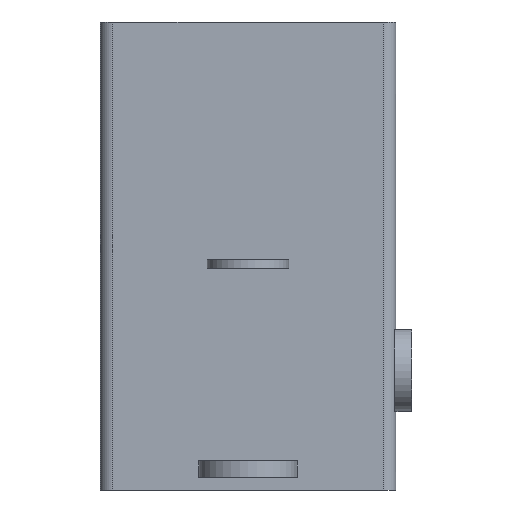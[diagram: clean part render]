
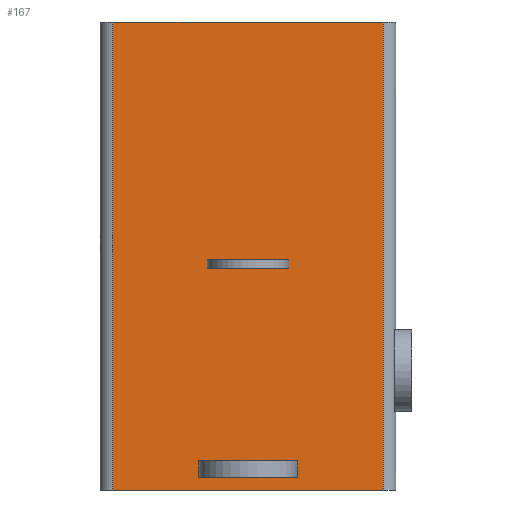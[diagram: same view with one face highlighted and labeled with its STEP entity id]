
A CAD part, front view. The second image highlights one B-rep face of the part: STEP entity #167.
In plain terms, the highlighted planar face has unit normal (0, -1, 0).
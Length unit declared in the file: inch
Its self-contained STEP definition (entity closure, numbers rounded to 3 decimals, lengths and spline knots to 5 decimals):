
#70 = EDGE_CURVE ( 'NONE', #117, #80, #650, .T. ) ;
#71 = VERTEX_POINT ( 'NONE', #646 ) ;
#79 = EDGE_CURVE ( 'NONE', #158, #80, #705, .T. ) ;
#80 = VERTEX_POINT ( 'NONE', #697 ) ;
#84 = EDGE_CURVE ( 'NONE', #479, #492, #687, .T. ) ;
#91 = EDGE_CURVE ( 'NONE', #479, #71, #781, .T. ) ;
#95 = VERTEX_POINT ( 'NONE', #772 ) ;
#117 = VERTEX_POINT ( 'NONE', #806 ) ;
#152 = EDGE_CURVE ( 'NONE', #432, #492, #896, .T. ) ;
#158 = VERTEX_POINT ( 'NONE', #881 ) ;
#163 = EDGE_CURVE ( 'NONE', #95, #117, #911, .T. ) ;
#167 = ADVANCED_FACE ( 'NONE', ( #949, #948, #947 ), #990, .F. ) ;
#168 = EDGE_LOOP ( 'NONE', ( #169, #170, #172, #173 ) ) ;
#169 = ORIENTED_EDGE ( 'NONE', *, *, #521, .F. ) ;
#170 = ORIENTED_EDGE ( 'NONE', *, *, #171, .T. ) ;
#171 = EDGE_CURVE ( 'NONE', #509, #537, #985, .T. ) ;
#172 = ORIENTED_EDGE ( 'NONE', *, *, #536, .F. ) ;
#173 = ORIENTED_EDGE ( 'NONE', *, *, #545, .T. ) ;
#174 = EDGE_LOOP ( 'NONE', ( #175, #176, #178, #179 ) ) ;
#175 = ORIENTED_EDGE ( 'NONE', *, *, #152, .F. ) ;
#176 = ORIENTED_EDGE ( 'NONE', *, *, #177, .T. ) ;
#177 = EDGE_CURVE ( 'NONE', #432, #71, #981, .T. ) ;
#178 = ORIENTED_EDGE ( 'NONE', *, *, #91, .F. ) ;
#179 = ORIENTED_EDGE ( 'NONE', *, *, #84, .T. ) ;
#180 = EDGE_LOOP ( 'NONE', ( #181, #182, #183, #185 ) ) ;
#181 = ORIENTED_EDGE ( 'NONE', *, *, #70, .T. ) ;
#182 = ORIENTED_EDGE ( 'NONE', *, *, #79, .F. ) ;
#183 = ORIENTED_EDGE ( 'NONE', *, *, #184, .F. ) ;
#184 = EDGE_CURVE ( 'NONE', #95, #158, #977, .T. ) ;
#185 = ORIENTED_EDGE ( 'NONE', *, *, #163, .T. ) ;
#432 = VERTEX_POINT ( 'NONE', #1377 ) ;
#479 = VERTEX_POINT ( 'NONE', #1498 ) ;
#492 = VERTEX_POINT ( 'NONE', #1460 ) ;
#509 = VERTEX_POINT ( 'NONE', #1553 ) ;
#512 = VERTEX_POINT ( 'NONE', #1548 ) ;
#518 = VERTEX_POINT ( 'NONE', #1613 ) ;
#521 = EDGE_CURVE ( 'NONE', #509, #518, #1611, .T. ) ;
#536 = EDGE_CURVE ( 'NONE', #512, #537, #1804, .T. ) ;
#537 = VERTEX_POINT ( 'NONE', #1800 ) ;
#545 = EDGE_CURVE ( 'NONE', #512, #518, #1829, .T. ) ;
#646 = CARTESIAN_POINT ( 'NONE',  ( 0.118, 0., 0.035 ) ) ;
#647 = DIRECTION ( 'NONE',  ( 1., 0., 0. ) ) ;
#648 = VECTOR ( 'NONE', #647, 39.37008 ) ;
#649 = CARTESIAN_POINT ( 'NONE',  ( 0.015, 0., 0. ) ) ;
#650 = LINE ( 'NONE', #649, #648 ) ;
#684 = VECTOR ( 'NONE', #756, 39.37008 ) ;
#685 = CARTESIAN_POINT ( 'NONE',  ( 0.236, 0., 0.561 ) ) ;
#687 = LINE ( 'NONE', #685, #684 ) ;
#697 = CARTESIAN_POINT ( 'NONE',  ( 0.339, 0., 0. ) ) ;
#698 = DIRECTION ( 'NONE',  ( 0., 0., -1. ) ) ;
#699 = VECTOR ( 'NONE', #698, 39.37008 ) ;
#700 = CARTESIAN_POINT ( 'NONE',  ( 0.339, 0., 0.561 ) ) ;
#705 = LINE ( 'NONE', #700, #699 ) ;
#756 = DIRECTION ( 'NONE',  ( 0., 0., -1. ) ) ;
#772 = CARTESIAN_POINT ( 'NONE',  ( 0.015, 0., 0.561 ) ) ;
#773 = DIRECTION ( 'NONE',  ( -1., 0., 0. ) ) ;
#774 = VECTOR ( 'NONE', #773, 39.37008 ) ;
#775 = CARTESIAN_POINT ( 'NONE',  ( 0.015, 0., 0.035 ) ) ;
#781 = LINE ( 'NONE', #775, #774 ) ;
#806 = CARTESIAN_POINT ( 'NONE',  ( 0.015, 0., 0. ) ) ;
#881 = CARTESIAN_POINT ( 'NONE',  ( 0.339, 0., 0.561 ) ) ;
#893 = DIRECTION ( 'NONE',  ( 1., 0., 0. ) ) ;
#894 = VECTOR ( 'NONE', #893, 39.37008 ) ;
#895 = CARTESIAN_POINT ( 'NONE',  ( 0.015, 0., 0.015 ) ) ;
#896 = LINE ( 'NONE', #895, #894 ) ;
#906 = CARTESIAN_POINT ( 'NONE',  ( 0.015, 0., 0.561 ) ) ;
#911 = LINE ( 'NONE', #906, #957 ) ;
#947 = FACE_OUTER_BOUND ( 'NONE', #180, .T. ) ;
#948 = FACE_BOUND ( 'NONE', #174, .T. ) ;
#949 = FACE_BOUND ( 'NONE', #168, .T. ) ;
#956 = DIRECTION ( 'NONE',  ( 0., 0., -1. ) ) ;
#957 = VECTOR ( 'NONE', #956, 39.37008 ) ;
#973 = DIRECTION ( 'NONE',  ( 1., 0., 0. ) ) ;
#974 = VECTOR ( 'NONE', #973, 39.37008 ) ;
#975 = CARTESIAN_POINT ( 'NONE',  ( 0.015, 0., 0.561 ) ) ;
#977 = LINE ( 'NONE', #975, #974 ) ;
#978 = DIRECTION ( 'NONE',  ( 0., 0., 1. ) ) ;
#979 = VECTOR ( 'NONE', #978, 39.37008 ) ;
#980 = CARTESIAN_POINT ( 'NONE',  ( 0.118, 0., 0.561 ) ) ;
#981 = LINE ( 'NONE', #980, #979 ) ;
#982 = DIRECTION ( 'NONE',  ( 0., 0., 1. ) ) ;
#983 = VECTOR ( 'NONE', #982, 39.37008 ) ;
#984 = CARTESIAN_POINT ( 'NONE',  ( 0.128, 0., 0.561 ) ) ;
#985 = LINE ( 'NONE', #984, #983 ) ;
#986 = DIRECTION ( 'NONE',  ( 0., 0., 1. ) ) ;
#987 = DIRECTION ( 'NONE',  ( 0., 1., 0. ) ) ;
#988 = CARTESIAN_POINT ( 'NONE',  ( 0.015, 0., 0.561 ) ) ;
#989 = AXIS2_PLACEMENT_3D ( 'NONE', #988, #987, #986 ) ;
#990 = PLANE ( 'NONE',  #989 ) ;
#1377 = CARTESIAN_POINT ( 'NONE',  ( 0.118, 0., 0.015 ) ) ;
#1460 = CARTESIAN_POINT ( 'NONE',  ( 0.236, 0., 0.015 ) ) ;
#1498 = CARTESIAN_POINT ( 'NONE',  ( 0.236, 0., 0.035 ) ) ;
#1548 = CARTESIAN_POINT ( 'NONE',  ( 0.226, 0., 0.276 ) ) ;
#1553 = CARTESIAN_POINT ( 'NONE',  ( 0.128, 0., 0.266 ) ) ;
#1608 = DIRECTION ( 'NONE',  ( 1., 0., 0. ) ) ;
#1609 = VECTOR ( 'NONE', #1608, 39.37008 ) ;
#1610 = CARTESIAN_POINT ( 'NONE',  ( 0.015, 0., 0.266 ) ) ;
#1611 = LINE ( 'NONE', #1610, #1609 ) ;
#1613 = CARTESIAN_POINT ( 'NONE',  ( 0.226, 0., 0.266 ) ) ;
#1800 = CARTESIAN_POINT ( 'NONE',  ( 0.128, 0., 0.276 ) ) ;
#1801 = DIRECTION ( 'NONE',  ( -1., 0., 0. ) ) ;
#1802 = VECTOR ( 'NONE', #1801, 39.37008 ) ;
#1803 = CARTESIAN_POINT ( 'NONE',  ( 0.015, 0., 0.276 ) ) ;
#1804 = LINE ( 'NONE', #1803, #1802 ) ;
#1826 = DIRECTION ( 'NONE',  ( 0., 0., -1. ) ) ;
#1827 = VECTOR ( 'NONE', #1826, 39.37008 ) ;
#1828 = CARTESIAN_POINT ( 'NONE',  ( 0.226, 0., 0.561 ) ) ;
#1829 = LINE ( 'NONE', #1828, #1827 ) ;
